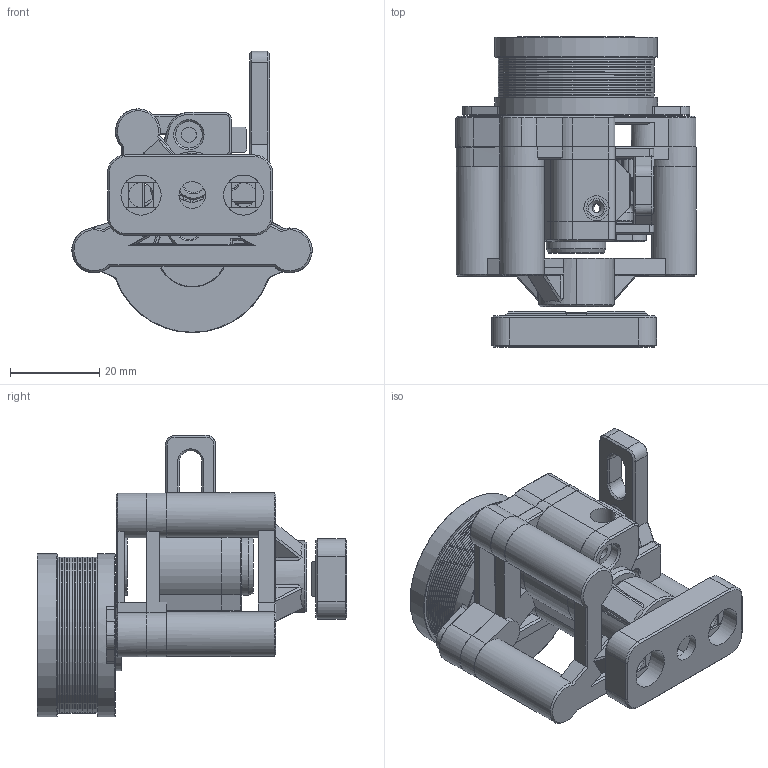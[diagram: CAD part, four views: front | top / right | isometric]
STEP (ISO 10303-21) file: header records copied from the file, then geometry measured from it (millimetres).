
FILE_DESCRIPTION(('HOOPS Exchange Step'),'2;1');
FILE_NAME('temp_export','2022-09-02T20:53:28+20:00',('mikearmstrong'),('Shapr3D Limited'),'HOOPS Exchange 2022.1','Shapr3D','Authorized');
FILE_SCHEMA( ('AP203_CONFIGURATION_CONTROLLED_3D_DESIGN_OF_MECHANICAL_PARTS_AND_ASSEMBLIES_MIM_LF') );
Length unit declared in the file: millimetre
Products named in the file (12): Transmission Plate; Gears; NEMA14; Main Body -Plate; Main Body -Base; Lever; Rotator; Gantry Mount; Main Body -Top; Pestel_Rotational_Bowden.step; root
Assembly tree (11 placements, depth 3):
  root
    Pestel_Rotational_Bowden.step
      Transmission Plate
      Gears
      Gears
      NEMA14
      Main Body -Plate
      Main Body -Base
      Lever
      Rotator
      Gantry Mount
      Main Body -Top
Bounding box: 53.92 x 69.53 x 63.11 mm (x, y, z)
Volume: 45359.8 mm3; surface area: 27434.3 mm2
Topology: 10 solids, 15 shells, 1216 faces, 3313 edges, 2145 vertices
Faces by surface type: plane 451, cylinder 421, cone 156, torus 138, bspline 50
Full cylindrical faces by diameter (mm): 2 x3, 2.5 x1, 3 x3, 3.2 x3, 3.25 x6, 3.4 x5, 3.6 x2, 4.06 x2, 4.4 x2, 4.7 x9, 5 x3, 5.5 x2, 5.65 x2, 6 x2, 6.11 x1, 6.182 x1, 6.25 x2, 6.5 x1, 6.79 x1, 8 x5, 9 x2, 9.3 x1, 10 x5, 13.3 x1, 13.38 x1, 16 x1, 35 x16, 36.5 x2
Entity records: 44386 total; most frequent: CARTESIAN_POINT 13410, ORIENTED_EDGE 6624, DIRECTION 6334, EDGE_CURVE 3312, AXIS2_PLACEMENT_3D 2425, VERTEX_POINT 2145, VECTOR 1484, LINE 1484
